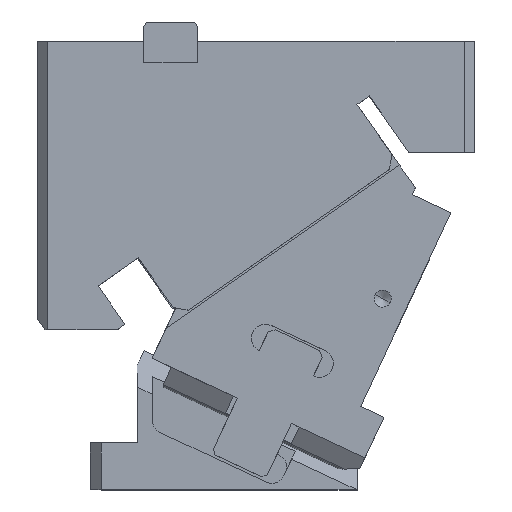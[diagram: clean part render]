
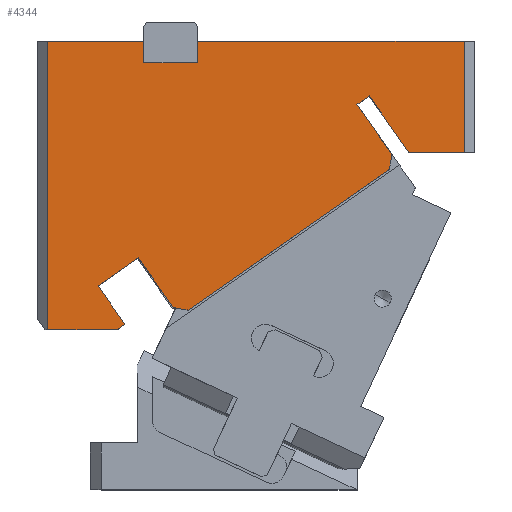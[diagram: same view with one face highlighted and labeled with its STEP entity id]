
A CAD part, top view. The second image highlights one B-rep face of the part: STEP entity #4344.
In plain terms, the highlighted planar face has unit normal (0, 0, 1).
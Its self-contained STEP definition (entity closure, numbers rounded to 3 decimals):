
#732=CARTESIAN_POINT('Vertex',(-102.619,13.707,30.)) ;
#735=CARTESIAN_POINT('Line Origine',(-112.04,7.111,30.)) ;
#739=CARTESIAN_POINT('Vertex',(-121.46,0.515,30.)) ;
#802=CARTESIAN_POINT('Vertex',(5.509,89.419,30.)) ;
#805=CARTESIAN_POINT('Line Origine',(2.642,87.412,30.)) ;
#809=CARTESIAN_POINT('Vertex',(-0.225,85.404,30.)) ;
#2299=CARTESIAN_POINT('Vertex',(-145.,-20.,30.)) ;
#2302=CARTESIAN_POINT('Line Origine',(-145.,47.5,30.)) ;
#2306=CARTESIAN_POINT('Vertex',(-145.,115.,30.)) ;
#2379=CARTESIAN_POINT('Line Origine',(-122.5,115.,30.)) ;
#2383=CARTESIAN_POINT('Vertex',(-100.,115.,30.)) ;
#2506=CARTESIAN_POINT('Line Origine',(-100.,110.,30.)) ;
#2510=CARTESIAN_POINT('Vertex',(-100.,105.,30.)) ;
#2530=CARTESIAN_POINT('Line Origine',(-87.5,105.,30.)) ;
#2534=CARTESIAN_POINT('Vertex',(-75.,105.,30.)) ;
#2568=CARTESIAN_POINT('Line Origine',(-75.,110.,30.)) ;
#2572=CARTESIAN_POINT('Vertex',(-75.,115.,30.)) ;
#2599=CARTESIAN_POINT('Line Origine',(-12.5,115.,30.)) ;
#2603=CARTESIAN_POINT('Vertex',(50.,115.,30.)) ;
#2997=CARTESIAN_POINT('Line Origine',(14.758,76.21,30.)) ;
#3001=CARTESIAN_POINT('Vertex',(24.008,63.,30.)) ;
#3027=CARTESIAN_POINT('Vertex',(50.,63.,30.)) ;
#3035=CARTESIAN_POINT('Line Origine',(50.,89.,30.)) ;
#3383=CARTESIAN_POINT('Line Origine',(37.004,63.,30.)) ;
#3535=CARTESIAN_POINT('Line Origine',(7.962,73.712,30.)) ;
#3539=CARTESIAN_POINT('Vertex',(16.149,62.02,30.)) ;
#3582=CARTESIAN_POINT('Line Origine',(15.535,58.538,30.)) ;
#3586=CARTESIAN_POINT('Vertex',(14.921,55.056,30.)) ;
#4087=CARTESIAN_POINT('Line Origine',(-32.181,22.076,30.)) ;
#4091=CARTESIAN_POINT('Vertex',(-79.282,-10.905,30.)) ;
#4264=CARTESIAN_POINT('Vertex',(-112.402,-20.,30.)) ;
#4267=CARTESIAN_POINT('Line Origine',(-128.701,-20.,30.)) ;
#4294=CARTESIAN_POINT('Axis2P3D Location',(55.,115.,30.)) ;
#4299=CARTESIAN_POINT('Line Origine',(-82.764,-10.291,30.)) ;
#4303=CARTESIAN_POINT('Vertex',(-86.245,-9.677,30.)) ;
#4306=CARTESIAN_POINT('Line Origine',(-110.622,-18.753,30.)) ;
#4310=CARTESIAN_POINT('Vertex',(-108.841,-17.506,30.)) ;
#4313=CARTESIAN_POINT('Line Origine',(-115.15,-8.496,30.)) ;
#4318=CARTESIAN_POINT('Line Origine',(-94.432,2.015,30.)) ;
#736=DIRECTION('Vector Direction',(-0.819,-0.574,0.)) ;
#806=DIRECTION('Vector Direction',(0.819,0.574,0.)) ;
#2303=DIRECTION('Vector Direction',(0.,-1.,0.)) ;
#2380=DIRECTION('Vector Direction',(-1.,0.,0.)) ;
#2507=DIRECTION('Vector Direction',(0.,1.,0.)) ;
#2531=DIRECTION('Vector Direction',(1.,0.,0.)) ;
#2569=DIRECTION('Vector Direction',(0.,1.,0.)) ;
#2600=DIRECTION('Vector Direction',(-1.,0.,0.)) ;
#2998=DIRECTION('Vector Direction',(0.574,-0.819,0.)) ;
#3036=DIRECTION('Vector Direction',(0.,1.,0.)) ;
#3384=DIRECTION('Vector Direction',(1.,0.,0.)) ;
#3536=DIRECTION('Vector Direction',(-0.574,0.819,0.)) ;
#3583=DIRECTION('Vector Direction',(0.174,0.985,0.)) ;
#4088=DIRECTION('Vector Direction',(0.819,0.574,0.)) ;
#4268=DIRECTION('Vector Direction',(1.,0.,0.)) ;
#4295=DIRECTION('Axis2P3D Direction',(0.,0.,1.)) ;
#4296=DIRECTION('Axis2P3D XDirection',(1.,0.,0.)) ;
#4300=DIRECTION('Vector Direction',(0.985,-0.174,0.)) ;
#4307=DIRECTION('Vector Direction',(0.819,0.574,0.)) ;
#4314=DIRECTION('Vector Direction',(-0.574,0.819,0.)) ;
#4319=DIRECTION('Vector Direction',(-0.574,0.819,0.)) ;
#4297=AXIS2_PLACEMENT_3D('Plane Axis2P3D',#4294,#4295,#4296) ;
#4324=ORIENTED_EDGE('',*,*,#4305,.T.) ;
#4325=ORIENTED_EDGE('',*,*,#4093,.T.) ;
#4326=ORIENTED_EDGE('',*,*,#3588,.T.) ;
#4327=ORIENTED_EDGE('',*,*,#3541,.T.) ;
#4328=ORIENTED_EDGE('',*,*,#811,.T.) ;
#4329=ORIENTED_EDGE('',*,*,#3003,.T.) ;
#4330=ORIENTED_EDGE('',*,*,#3387,.T.) ;
#4331=ORIENTED_EDGE('',*,*,#3039,.T.) ;
#4332=ORIENTED_EDGE('',*,*,#2605,.T.) ;
#4333=ORIENTED_EDGE('',*,*,#2574,.F.) ;
#4334=ORIENTED_EDGE('',*,*,#2536,.F.) ;
#4335=ORIENTED_EDGE('',*,*,#2512,.T.) ;
#4336=ORIENTED_EDGE('',*,*,#2385,.T.) ;
#4337=ORIENTED_EDGE('',*,*,#2308,.T.) ;
#4338=ORIENTED_EDGE('',*,*,#4271,.T.) ;
#4339=ORIENTED_EDGE('',*,*,#4312,.T.) ;
#4340=ORIENTED_EDGE('',*,*,#4317,.T.) ;
#4341=ORIENTED_EDGE('',*,*,#741,.F.) ;
#4342=ORIENTED_EDGE('',*,*,#4322,.F.) ;
#737=VECTOR('Line Direction',#736,1.) ;
#807=VECTOR('Line Direction',#806,1.) ;
#2304=VECTOR('Line Direction',#2303,1.) ;
#2381=VECTOR('Line Direction',#2380,1.) ;
#2508=VECTOR('Line Direction',#2507,1.) ;
#2532=VECTOR('Line Direction',#2531,1.) ;
#2570=VECTOR('Line Direction',#2569,1.) ;
#2601=VECTOR('Line Direction',#2600,1.) ;
#2999=VECTOR('Line Direction',#2998,1.) ;
#3037=VECTOR('Line Direction',#3036,1.) ;
#3385=VECTOR('Line Direction',#3384,1.) ;
#3537=VECTOR('Line Direction',#3536,1.) ;
#3584=VECTOR('Line Direction',#3583,1.) ;
#4089=VECTOR('Line Direction',#4088,1.) ;
#4269=VECTOR('Line Direction',#4268,1.) ;
#4301=VECTOR('Line Direction',#4300,1.) ;
#4308=VECTOR('Line Direction',#4307,1.) ;
#4315=VECTOR('Line Direction',#4314,1.) ;
#4320=VECTOR('Line Direction',#4319,1.) ;
#4344=ADVANCED_FACE('CAM HOLDER',(#4343),#4298,.T.) ;
#741=EDGE_CURVE('',#733,#740,#738,.T.) ;
#811=EDGE_CURVE('',#810,#803,#808,.T.) ;
#2308=EDGE_CURVE('',#2307,#2300,#2305,.T.) ;
#2385=EDGE_CURVE('',#2384,#2307,#2382,.T.) ;
#2512=EDGE_CURVE('',#2511,#2384,#2509,.T.) ;
#2536=EDGE_CURVE('',#2511,#2535,#2533,.T.) ;
#2574=EDGE_CURVE('',#2535,#2573,#2571,.T.) ;
#2605=EDGE_CURVE('',#2604,#2573,#2602,.T.) ;
#3003=EDGE_CURVE('',#803,#3002,#3000,.T.) ;
#3039=EDGE_CURVE('',#3028,#2604,#3038,.T.) ;
#3387=EDGE_CURVE('',#3002,#3028,#3386,.T.) ;
#3541=EDGE_CURVE('',#3540,#810,#3538,.T.) ;
#3588=EDGE_CURVE('',#3587,#3540,#3585,.T.) ;
#4093=EDGE_CURVE('',#4092,#3587,#4090,.T.) ;
#4271=EDGE_CURVE('',#2300,#4265,#4270,.T.) ;
#4305=EDGE_CURVE('',#4304,#4092,#4302,.T.) ;
#4312=EDGE_CURVE('',#4265,#4311,#4309,.T.) ;
#4317=EDGE_CURVE('',#4311,#740,#4316,.T.) ;
#4322=EDGE_CURVE('',#4304,#733,#4321,.T.) ;
#4323=EDGE_LOOP('',(#4324,#4325,#4326,#4327,#4328,#4329,#4330,#4331,#4332,#4333,#4334,#4335,#4336,#4337,#4338,#4339,#4340,#4341,#4342)) ;
#4343=FACE_OUTER_BOUND('',#4323,.T.) ;
#738=LINE('Line',#735,#737) ;
#808=LINE('Line',#805,#807) ;
#2305=LINE('Line',#2302,#2304) ;
#2382=LINE('Line',#2379,#2381) ;
#2509=LINE('Line',#2506,#2508) ;
#2533=LINE('Line',#2530,#2532) ;
#2571=LINE('Line',#2568,#2570) ;
#2602=LINE('Line',#2599,#2601) ;
#3000=LINE('Line',#2997,#2999) ;
#3038=LINE('Line',#3035,#3037) ;
#3386=LINE('Line',#3383,#3385) ;
#3538=LINE('Line',#3535,#3537) ;
#3585=LINE('Line',#3582,#3584) ;
#4090=LINE('Line',#4087,#4089) ;
#4270=LINE('Line',#4267,#4269) ;
#4302=LINE('Line',#4299,#4301) ;
#4309=LINE('Line',#4306,#4308) ;
#4316=LINE('Line',#4313,#4315) ;
#4321=LINE('Line',#4318,#4320) ;
#4298=PLANE('Plane',#4297) ;
#733=VERTEX_POINT('',#732) ;
#740=VERTEX_POINT('',#739) ;
#803=VERTEX_POINT('',#802) ;
#810=VERTEX_POINT('',#809) ;
#2300=VERTEX_POINT('',#2299) ;
#2307=VERTEX_POINT('',#2306) ;
#2384=VERTEX_POINT('',#2383) ;
#2511=VERTEX_POINT('',#2510) ;
#2535=VERTEX_POINT('',#2534) ;
#2573=VERTEX_POINT('',#2572) ;
#2604=VERTEX_POINT('',#2603) ;
#3002=VERTEX_POINT('',#3001) ;
#3028=VERTEX_POINT('',#3027) ;
#3540=VERTEX_POINT('',#3539) ;
#3587=VERTEX_POINT('',#3586) ;
#4092=VERTEX_POINT('',#4091) ;
#4265=VERTEX_POINT('',#4264) ;
#4304=VERTEX_POINT('',#4303) ;
#4311=VERTEX_POINT('',#4310) ;
